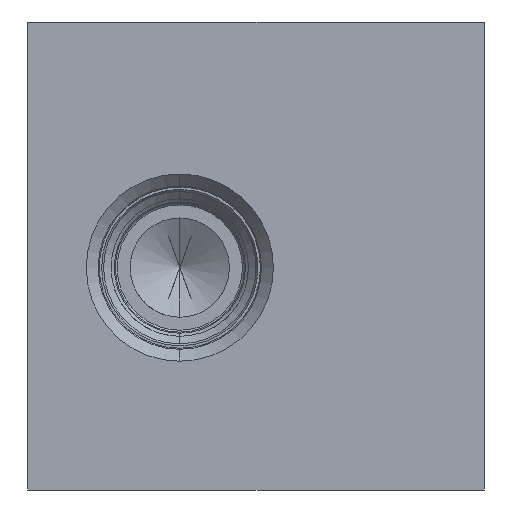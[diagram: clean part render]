
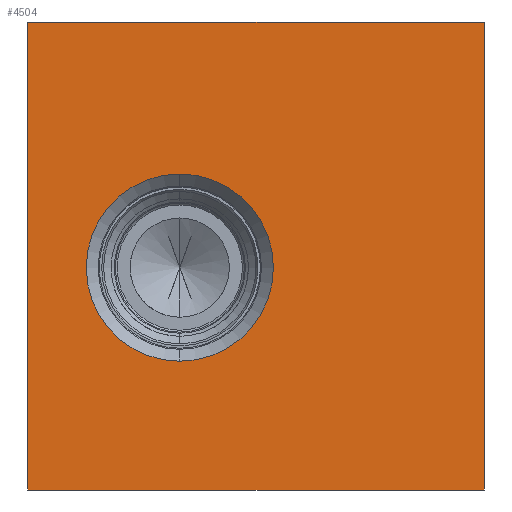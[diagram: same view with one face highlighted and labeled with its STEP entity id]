
A CAD part, left-side view. The second image highlights one B-rep face of the part: STEP entity #4504.
In plain terms, the highlighted planar face has unit normal (-1, 0, 0).
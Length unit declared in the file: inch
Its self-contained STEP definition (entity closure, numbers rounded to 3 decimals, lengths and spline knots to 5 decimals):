
#1=DIRECTION('',(0.,-1.,0.));
#2=VECTOR('',#1,2.438);
#3=CARTESIAN_POINT('',(0.,0.,0.));
#4=LINE('',#3,#2);
#17=DIRECTION('',(0.,0.,1.));
#18=VECTOR('',#17,2.5);
#19=CARTESIAN_POINT('',(0.,0.,0.));
#20=LINE('',#19,#18);
#21=CARTESIAN_POINT('',(0.,-0.812,1.188));
#22=DIRECTION('',(1.,0.,0.));
#23=DIRECTION('',(0.,0.,-1.));
#24=AXIS2_PLACEMENT_3D('',#21,#22,#23);
#26=CARTESIAN_POINT('',(0.,-0.812,1.188));
#27=DIRECTION('',(1.,0.,0.));
#28=DIRECTION('',(0.,0.,1.));
#29=AXIS2_PLACEMENT_3D('',#26,#27,#28);
#751=DIRECTION('',(0.,0.,1.));
#752=VECTOR('',#751,2.5);
#753=CARTESIAN_POINT('',(0.,-2.438,0.));
#754=LINE('',#753,#752);
#1407=DIRECTION('',(0.,-1.,0.));
#1408=VECTOR('',#1407,2.438);
#1409=CARTESIAN_POINT('',(0.,0.,2.5));
#1410=LINE('',#1409,#1408);
#4123=CARTESIAN_POINT('',(0.,0.,0.));
#4124=CARTESIAN_POINT('',(0.,-2.438,0.));
#4125=VERTEX_POINT('',#4123);
#4126=VERTEX_POINT('',#4124);
#4131=CARTESIAN_POINT('',(0.,0.,2.5));
#4132=CARTESIAN_POINT('',(0.,-2.438,2.5));
#4133=VERTEX_POINT('',#4131);
#4134=VERTEX_POINT('',#4132);
#4191=CARTESIAN_POINT('',(0.,-0.812,0.688));
#4192=CARTESIAN_POINT('',(0.,-0.812,1.688));
#4193=VERTEX_POINT('',#4191);
#4194=VERTEX_POINT('',#4192);
#4484=CARTESIAN_POINT('',(0.,0.,0.));
#4485=DIRECTION('',(-1.,0.,0.));
#4486=DIRECTION('',(0.,-1.,0.));
#4487=AXIS2_PLACEMENT_3D('',#4484,#4485,#4486);
#4488=PLANE('',#4487);
#4489=ORIENTED_EDGE('',*,*,#4473,.F.);
#4491=ORIENTED_EDGE('',*,*,#4490,.T.);
#4493=ORIENTED_EDGE('',*,*,#4492,.T.);
#4495=ORIENTED_EDGE('',*,*,#4494,.F.);
#4496=EDGE_LOOP('',(#4489,#4491,#4493,#4495));
#4497=FACE_OUTER_BOUND('',#4496,.F.);
#4499=ORIENTED_EDGE('',*,*,#4498,.F.);
#4501=ORIENTED_EDGE('',*,*,#4500,.F.);
#4502=EDGE_LOOP('',(#4499,#4501));
#4503=FACE_BOUND('',#4502,.F.);
#4504=ADVANCED_FACE('',(#4497,#4503),#4488,.T.);
#25=CIRCLE('',#24,0.5);
#30=CIRCLE('',#29,0.5);
#4473=EDGE_CURVE('',#4125,#4126,#4,.T.);
#4490=EDGE_CURVE('',#4125,#4133,#20,.T.);
#4492=EDGE_CURVE('',#4133,#4134,#1410,.T.);
#4494=EDGE_CURVE('',#4126,#4134,#754,.T.);
#4498=EDGE_CURVE('',#4193,#4194,#25,.T.);
#4500=EDGE_CURVE('',#4194,#4193,#30,.T.);
